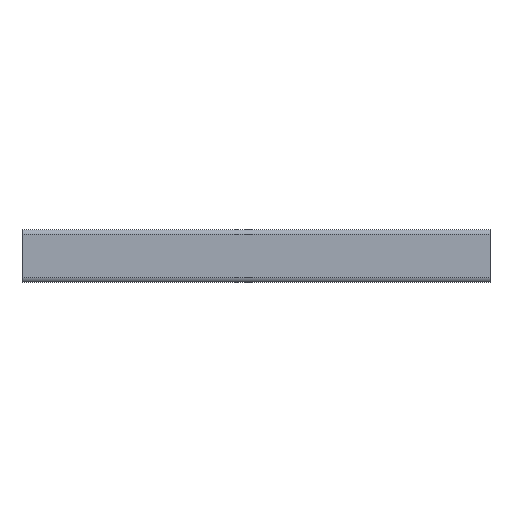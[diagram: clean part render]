
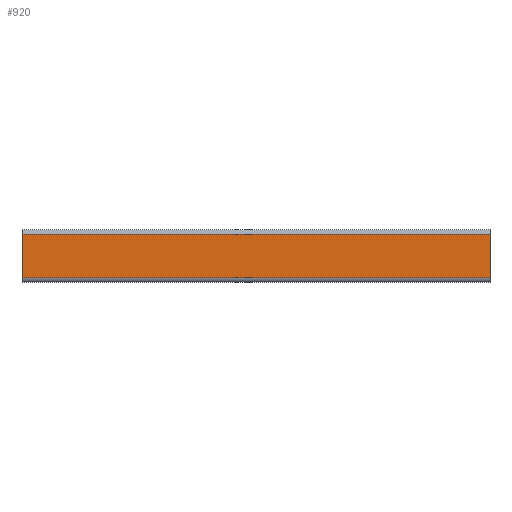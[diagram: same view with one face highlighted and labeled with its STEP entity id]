
A CAD part, left-side view. The second image highlights one B-rep face of the part: STEP entity #920.
In plain terms, the highlighted planar face has unit normal (-1, 0, 0).
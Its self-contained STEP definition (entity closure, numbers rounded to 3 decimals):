
#27=PLANE('',#996);
#65=FACE_OUTER_BOUND('',#113,.T.);
#113=EDGE_LOOP('',(#696,#697,#698,#699));
#185=LINE('',#1473,#277);
#186=LINE('',#1477,#278);
#187=LINE('',#1479,#279);
#188=LINE('',#1480,#280);
#277=VECTOR('',#1190,200.);
#278=VECTOR('',#1195,18.5);
#279=VECTOR('',#1196,200.);
#280=VECTOR('',#1197,18.5);
#416=VERTEX_POINT('',#1470);
#417=VERTEX_POINT('',#1472);
#418=VERTEX_POINT('',#1476);
#419=VERTEX_POINT('',#1478);
#532=EDGE_CURVE('',#416,#417,#185,.T.);
#534=EDGE_CURVE('',#416,#418,#186,.T.);
#535=EDGE_CURVE('',#418,#419,#187,.T.);
#536=EDGE_CURVE('',#417,#419,#188,.T.);
#696=ORIENTED_EDGE('',*,*,#534,.T.);
#697=ORIENTED_EDGE('',*,*,#535,.T.);
#698=ORIENTED_EDGE('',*,*,#536,.F.);
#699=ORIENTED_EDGE('',*,*,#532,.F.);
#920=ADVANCED_FACE('',(#65),#27,.T.);
#996=AXIS2_PLACEMENT_3D('',#1475,#1193,#1194);
#1190=DIRECTION('',(0.,-1.,0.));
#1193=DIRECTION('center_axis',(-1.,0.,0.));
#1194=DIRECTION('ref_axis',(0.,0.,1.));
#1195=DIRECTION('',(0.,0.,-1.));
#1196=DIRECTION('',(0.,-1.,0.));
#1197=DIRECTION('',(0.,0.,-1.));
#1470=CARTESIAN_POINT('',(-7.5,200.,9.25));
#1472=CARTESIAN_POINT('',(-7.5,0.,9.25));
#1473=CARTESIAN_POINT('',(-7.5,0.,9.25));
#1475=CARTESIAN_POINT('Origin',(-7.5,0.,-9.25));
#1476=CARTESIAN_POINT('',(-7.5,200.,-9.25));
#1477=CARTESIAN_POINT('',(-7.5,200.,-4.625));
#1478=CARTESIAN_POINT('',(-7.5,0.,-9.25));
#1479=CARTESIAN_POINT('',(-7.5,0.,-9.25));
#1480=CARTESIAN_POINT('',(-7.5,0.,-4.625));
